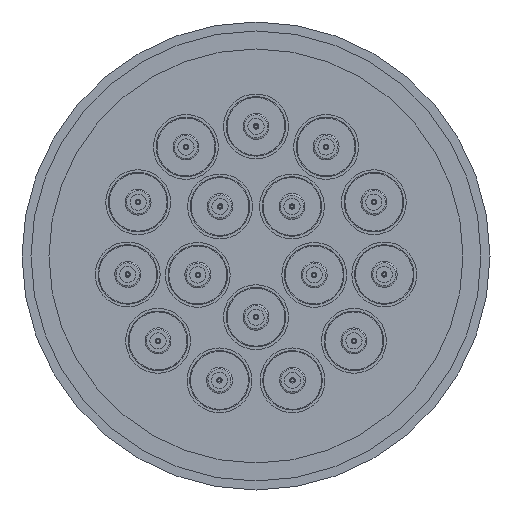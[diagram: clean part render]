
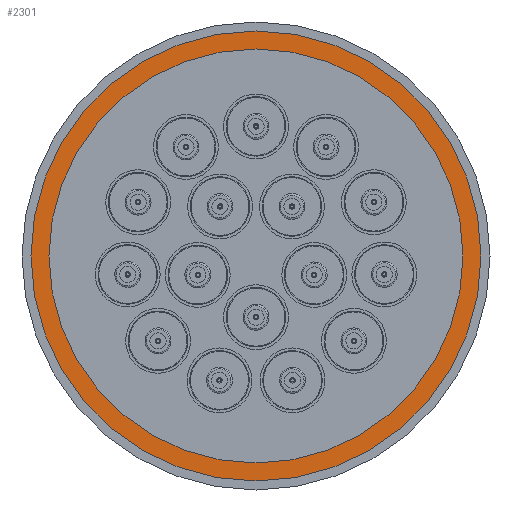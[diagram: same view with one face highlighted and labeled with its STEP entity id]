
A CAD part, front view. The second image highlights one B-rep face of the part: STEP entity #2301.
In plain terms, the highlighted planar face has unit normal (0, -1, 0).
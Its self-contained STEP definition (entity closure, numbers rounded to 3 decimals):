
#13 = DIRECTION ( 'NONE',  ( 0., -1., 0. ) ) ;
#154 = AXIS2_PLACEMENT_3D ( 'NONE', #594, #3518, #996 ) ;
#175 = DIRECTION ( 'NONE',  ( 0., 0., -1. ) ) ;
#186 = AXIS2_PLACEMENT_3D ( 'NONE', #2460, #5387, #2888 ) ;
#587 = EDGE_CURVE ( 'NONE', #2716, #2704, #1410, .T. ) ;
#594 = CARTESIAN_POINT ( 'NONE',  ( 0., -10., 0. ) ) ;
#647 = CARTESIAN_POINT ( 'NONE',  ( 0., -10., 57.5 ) ) ;
#746 = EDGE_CURVE ( 'NONE', #1601, #1597, #1077, .T. ) ;
#996 = DIRECTION ( 'NONE',  ( 0., 0., -1. ) ) ;
#1077 = CIRCLE ( 'NONE', #154, 62.5 ) ;
#1318 = DIRECTION ( 'NONE',  ( 0., -1., 0. ) ) ;
#1410 = CIRCLE ( 'NONE', #3430, 57.5 ) ;
#1582 = AXIS2_PLACEMENT_3D ( 'NONE', #1810, #2653, #175 ) ;
#1597 = VERTEX_POINT ( 'NONE', #3378 ) ;
#1601 = VERTEX_POINT ( 'NONE', #5027 ) ;
#1748 = CIRCLE ( 'NONE', #4217, 62.5 ) ;
#1810 = CARTESIAN_POINT ( 'NONE',  ( 0., -10., -62.5 ) ) ;
#1913 = EDGE_LOOP ( 'NONE', ( #3832, #2646 ) ) ;
#2119 = EDGE_CURVE ( 'NONE', #1597, #1601, #1748, .T. ) ;
#2201 = FACE_BOUND ( 'NONE', #4604, .T. ) ;
#2301 = ADVANCED_FACE ( 'NONE', ( #4434, #2201 ), #4717, .T. ) ;
#2305 = CARTESIAN_POINT ( 'NONE',  ( 0., -10., -57.5 ) ) ;
#2460 = CARTESIAN_POINT ( 'NONE',  ( 0., -10., 0. ) ) ;
#2492 = CARTESIAN_POINT ( 'NONE',  ( 0., -10., 0. ) ) ;
#2567 = ORIENTED_EDGE ( 'NONE', *, *, #587, .F. ) ;
#2646 = ORIENTED_EDGE ( 'NONE', *, *, #2119, .T. ) ;
#2653 = DIRECTION ( 'NONE',  ( 0., -1., 0. ) ) ;
#2704 = VERTEX_POINT ( 'NONE', #2305 ) ;
#2716 = VERTEX_POINT ( 'NONE', #647 ) ;
#2888 = DIRECTION ( 'NONE',  ( 0., 0., -1. ) ) ;
#2922 = DIRECTION ( 'NONE',  ( 0., 0., -1. ) ) ;
#3378 = CARTESIAN_POINT ( 'NONE',  ( 0., -10., 62.5 ) ) ;
#3430 = AXIS2_PLACEMENT_3D ( 'NONE', #2492, #13, #2922 ) ;
#3518 = DIRECTION ( 'NONE',  ( 0., -1., 0. ) ) ;
#3832 = ORIENTED_EDGE ( 'NONE', *, *, #746, .T. ) ;
#3846 = CARTESIAN_POINT ( 'NONE',  ( 0., -10., 0. ) ) ;
#3953 = CIRCLE ( 'NONE', #186, 57.5 ) ;
#4105 = EDGE_CURVE ( 'NONE', #2704, #2716, #3953, .T. ) ;
#4217 = AXIS2_PLACEMENT_3D ( 'NONE', #3846, #1318, #4252 ) ;
#4252 = DIRECTION ( 'NONE',  ( 0., 0., -1. ) ) ;
#4344 = ORIENTED_EDGE ( 'NONE', *, *, #4105, .F. ) ;
#4434 = FACE_OUTER_BOUND ( 'NONE', #1913, .T. ) ;
#4604 = EDGE_LOOP ( 'NONE', ( #4344, #2567 ) ) ;
#4717 = PLANE ( 'NONE',  #1582 ) ;
#5027 = CARTESIAN_POINT ( 'NONE',  ( 0., -10., -62.5 ) ) ;
#5387 = DIRECTION ( 'NONE',  ( 0., -1., 0. ) ) ;
